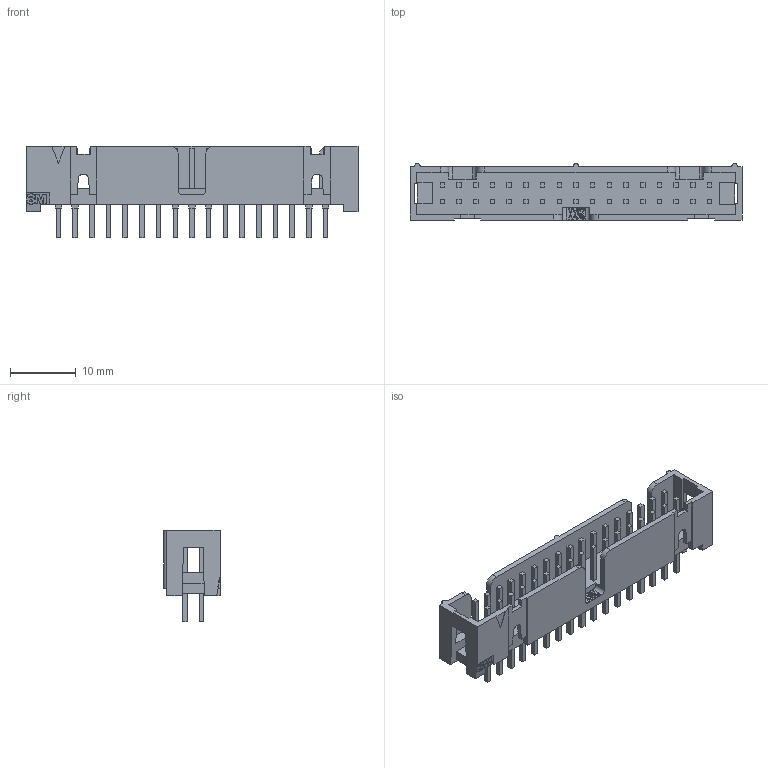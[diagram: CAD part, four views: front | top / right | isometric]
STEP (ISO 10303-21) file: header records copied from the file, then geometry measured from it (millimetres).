
FILE_DESCRIPTION((''),'2;1');
FILE_NAME('3M_N2534-6003RB.stp','2014-01-22T09:34:57',(''),(''),'Mechanical Desktop 2011','Mechanical Desktop 2011',', , ');
FILE_SCHEMA(('AUTOMOTIVE_DESIGN { 1 2 10303 214 1 1 1 1 }'));
Length unit declared in the file: millimetre
Products named in the file (1): Product
Bounding box: 50.5 x 8.64 x 13.85 mm (x, y, z)
Volume: 1649.9 mm3; surface area: 3603.4 mm2
Topology: 69 solids, 69 shells, 671 faces, 1551 edges, 1030 vertices
Faces by surface type: plane 599, bspline 47, cylinder 25
Entity records: 19206 total; most frequent: CARTESIAN_POINT 4022, ORIENTED_EDGE 3102, DIRECTION 2817, EDGE_CURVE 1551, VECTOR 1467, LINE 1467, VERTEX_POINT 1030, EDGE_LOOP 691
